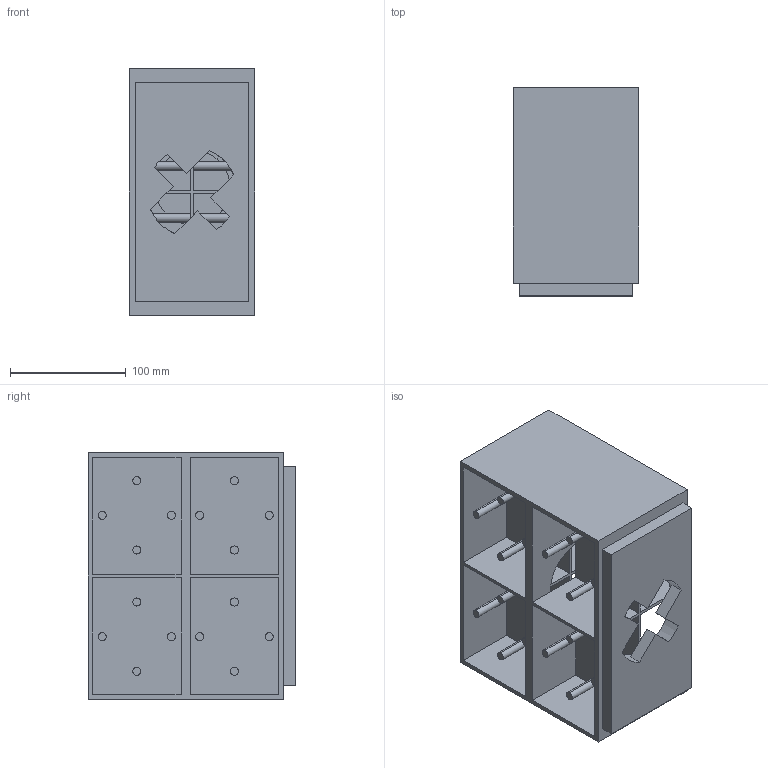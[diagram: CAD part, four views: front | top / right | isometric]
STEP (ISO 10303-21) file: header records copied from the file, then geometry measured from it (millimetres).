
FILE_DESCRIPTION((''),'2;1');
FILE_NAME('GBZ89005KUN','2022-10-17T14:56:41',('wilhelo'),(''),'CREO PARAMETRIC BY PTC INC, 2022024','CREO PARAMETRIC BY PTC INC, 2022024','');
FILE_SCHEMA(('AUTOMOTIVE_DESIGN { 1 0 10303 214 1 1 1 1 }'));
Length unit declared in the file: millimetre
Products named in the file (1): GBZ89005KUN
Bounding box: 108.8 x 180 x 213 mm (x, y, z)
Volume: 807321.1 mm3; surface area: 340472.9 mm2
Topology: 1 solids, 1 shells, 169 faces, 414 edges, 268 vertices
Faces by surface type: plane 99, cylinder 70
Entity records: 7920 total; most frequent: CARTESIAN_POINT 2363, DIRECTION 1133, ORIENTED_EDGE 828, AXIS2_PLACEMENT_3D 414, EDGE_CURVE 414, VECTOR 278, LINE 278, VERTEX_POINT 268
